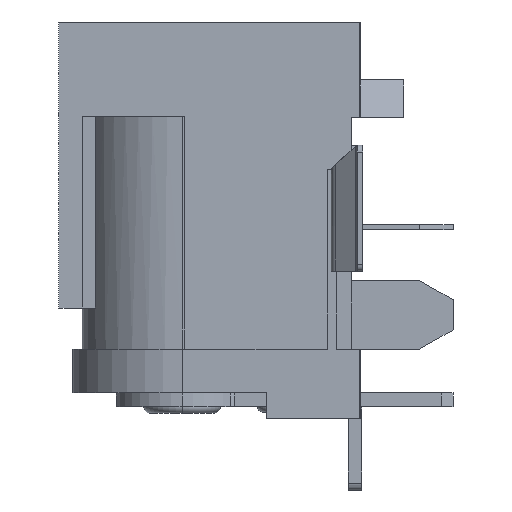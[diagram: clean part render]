
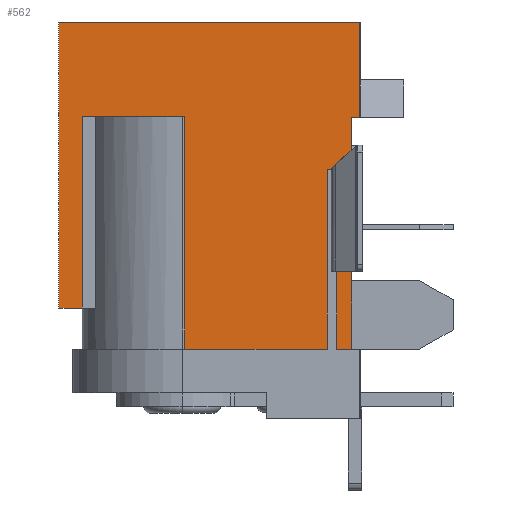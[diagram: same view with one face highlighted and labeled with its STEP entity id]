
A CAD part, left-side view. The second image highlights one B-rep face of the part: STEP entity #562.
In plain terms, the highlighted planar face has unit normal (-1, 0, 0).
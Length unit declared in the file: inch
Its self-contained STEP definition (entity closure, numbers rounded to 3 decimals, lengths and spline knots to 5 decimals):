
#1 = PLANE ( 'NONE',  #4949 ) ;
#44 = EDGE_CURVE ( 'NONE', #1227, #1532, #514, .T. ) ;
#96 = ORIENTED_EDGE ( 'NONE', *, *, #4052, .T. ) ;
#177 = CARTESIAN_POINT ( 'NONE',  ( -0.17717, 0.01181, -0.47047 ) ) ;
#202 = CARTESIAN_POINT ( 'NONE',  ( -0.17717, 0.03346, -0.47047 ) ) ;
#258 = DIRECTION ( 'NONE',  ( 0., -1., 0. ) ) ;
#318 = LINE ( 'NONE', #2392, #2463 ) ;
#327 = ORIENTED_EDGE ( 'NONE', *, *, #3679, .T. ) ;
#365 = CARTESIAN_POINT ( 'NONE',  ( -0.17717, 0.43307, -0.47047 ) ) ;
#380 = VECTOR ( 'NONE', #3814, 39.37008 ) ;
#384 = CARTESIAN_POINT ( 'NONE',  ( -0.17717, 0.25197, -0.13583 ) ) ;
#507 = VECTOR ( 'NONE', #4345, 39.37008 ) ;
#514 = LINE ( 'NONE', #6218, #5477 ) ;
#562 = ADVANCED_FACE ( 'NONE', ( #6647 ), #1, .T. ) ;
#582 = VERTEX_POINT ( 'NONE', #202 ) ;
#604 = CARTESIAN_POINT ( 'NONE',  ( -0.17717, 0.04724, -0.2126 ) ) ;
#610 = DIRECTION ( 'NONE',  ( 0., 0., -1. ) ) ;
#709 = EDGE_CURVE ( 'NONE', #2670, #582, #5015, .T. ) ;
#732 = EDGE_CURVE ( 'NONE', #582, #4847, #4046, .T. ) ;
#757 = DIRECTION ( 'NONE',  ( 0., 1., 0. ) ) ;
#802 = CARTESIAN_POINT ( 'NONE',  ( -0.17717, 0., -0.1378 ) ) ;
#878 = DIRECTION ( 'NONE',  ( 0., 1., 0. ) ) ;
#978 = VERTEX_POINT ( 'NONE', #604 ) ;
#1173 = ORIENTED_EDGE ( 'NONE', *, *, #3996, .F. ) ;
#1222 = DIRECTION ( 'NONE',  ( 0., 0., -1. ) ) ;
#1227 = VERTEX_POINT ( 'NONE', #2038 ) ;
#1309 = DIRECTION ( 'NONE',  ( 0., -1., 0. ) ) ;
#1345 = DIRECTION ( 'NONE',  ( 0., 1., 0. ) ) ;
#1532 = VERTEX_POINT ( 'NONE', #6667 ) ;
#1558 = CARTESIAN_POINT ( 'NONE',  ( -0.17717, 0.25197, -0.47047 ) ) ;
#1700 = LINE ( 'NONE', #3770, #4741 ) ;
#1723 = EDGE_CURVE ( 'NONE', #1532, #4800, #2245, .T. ) ;
#1758 = LINE ( 'NONE', #3843, #5324 ) ;
#1774 = ORIENTED_EDGE ( 'NONE', *, *, #709, .F. ) ;
#1802 = ORIENTED_EDGE ( 'NONE', *, *, #732, .F. ) ;
#1832 = CARTESIAN_POINT ( 'NONE',  ( -0.17717, 0., 0. ) ) ;
#2038 = CARTESIAN_POINT ( 'NONE',  ( -0.17717, 0.39961, -0.13583 ) ) ;
#2076 = DIRECTION ( 'NONE',  ( -1., 0., 0. ) ) ;
#2228 = LINE ( 'NONE', #177, #380 ) ;
#2245 = LINE ( 'NONE', #5849, #5384 ) ;
#2255 = ORIENTED_EDGE ( 'NONE', *, *, #5309, .F. ) ;
#2273 = ORIENTED_EDGE ( 'NONE', *, *, #2678, .F. ) ;
#2287 = CARTESIAN_POINT ( 'NONE',  ( -0.17717, 0.43307, -0.57087 ) ) ;
#2326 = LINE ( 'NONE', #4429, #5769 ) ;
#2392 = CARTESIAN_POINT ( 'NONE',  ( -0.17717, 0.25197, -0.41142 ) ) ;
#2463 = VECTOR ( 'NONE', #5988, 39.37008 ) ;
#2512 = ORIENTED_EDGE ( 'NONE', *, *, #5537, .F. ) ;
#2625 = CARTESIAN_POINT ( 'NONE',  ( -0.17717, 0.43307, -0.41142 ) ) ;
#2670 = VERTEX_POINT ( 'NONE', #6404 ) ;
#2678 = EDGE_CURVE ( 'NONE', #978, #4488, #5390, .T. ) ;
#2680 = CARTESIAN_POINT ( 'NONE',  ( -0.17717, 0.03346, -0.2126 ) ) ;
#2757 = EDGE_CURVE ( 'NONE', #6463, #2670, #2228, .T. ) ;
#2785 = DIRECTION ( 'NONE',  ( 0., 1., 0. ) ) ;
#2804 = CARTESIAN_POINT ( 'NONE',  ( -0.17717, 0.04724, -0.47047 ) ) ;
#2901 = LINE ( 'NONE', #6559, #3999 ) ;
#2978 = EDGE_CURVE ( 'NONE', #3022, #6542, #1758, .T. ) ;
#3022 = VERTEX_POINT ( 'NONE', #802 ) ;
#3156 = ORIENTED_EDGE ( 'NONE', *, *, #44, .F. ) ;
#3172 = CARTESIAN_POINT ( 'NONE',  ( -0.17717, 0., -0.57087 ) ) ;
#3259 = DIRECTION ( 'NONE',  ( 0., 0., 1. ) ) ;
#3431 = VECTOR ( 'NONE', #1222, 39.37008 ) ;
#3447 = CARTESIAN_POINT ( 'NONE',  ( -0.17717, 0.04724, -0.2126 ) ) ;
#3679 = EDGE_CURVE ( 'NONE', #6463, #3022, #2326, .T. ) ;
#3770 = CARTESIAN_POINT ( 'NONE',  ( -0.17717, 0.43307, -0.47047 ) ) ;
#3814 = DIRECTION ( 'NONE',  ( 0., 0., -1. ) ) ;
#3843 = CARTESIAN_POINT ( 'NONE',  ( -0.17717, 0., -0.57087 ) ) ;
#3882 = EDGE_CURVE ( 'NONE', #4800, #6533, #5229, .T. ) ;
#3934 = LINE ( 'NONE', #5910, #6150 ) ;
#3957 = CARTESIAN_POINT ( 'NONE',  ( -0.17717, 0.43307, 0. ) ) ;
#3971 = VERTEX_POINT ( 'NONE', #384 ) ;
#3996 = EDGE_CURVE ( 'NONE', #6533, #6542, #2901, .T. ) ;
#3999 = VECTOR ( 'NONE', #1309, 39.37008 ) ;
#4046 = LINE ( 'NONE', #4536, #5811 ) ;
#4052 = EDGE_CURVE ( 'NONE', #3971, #5006, #318, .T. ) ;
#4099 = CARTESIAN_POINT ( 'NONE',  ( -0.17717, 0.01181, -0.1378 ) ) ;
#4283 = EDGE_CURVE ( 'NONE', #4847, #978, #5947, .T. ) ;
#4345 = DIRECTION ( 'NONE',  ( 0., 0., 1. ) ) ;
#4429 = CARTESIAN_POINT ( 'NONE',  ( -0.17717, 0.01181, -0.1378 ) ) ;
#4488 = VERTEX_POINT ( 'NONE', #2804 ) ;
#4536 = CARTESIAN_POINT ( 'NONE',  ( -0.17717, 0.03346, -0.47047 ) ) ;
#4537 = EDGE_LOOP ( 'NONE', ( #327, #5866, #1173, #4722, #6390, #3156, #2512, #96, #2255, #2273, #5875, #1802, #1774, #4776 ) ) ;
#4556 = VECTOR ( 'NONE', #878, 39.37008 ) ;
#4722 = ORIENTED_EDGE ( 'NONE', *, *, #3882, .F. ) ;
#4741 = VECTOR ( 'NONE', #5824, 39.37008 ) ;
#4776 = ORIENTED_EDGE ( 'NONE', *, *, #2757, .F. ) ;
#4800 = VERTEX_POINT ( 'NONE', #2625 ) ;
#4847 = VERTEX_POINT ( 'NONE', #2680 ) ;
#4949 = AXIS2_PLACEMENT_3D ( 'NONE', #3172, #2076, #3259 ) ;
#5006 = VERTEX_POINT ( 'NONE', #1558 ) ;
#5015 = LINE ( 'NONE', #365, #4556 ) ;
#5229 = LINE ( 'NONE', #2287, #507 ) ;
#5309 = EDGE_CURVE ( 'NONE', #4488, #5006, #1700, .T. ) ;
#5324 = VECTOR ( 'NONE', #5779, 39.37008 ) ;
#5384 = VECTOR ( 'NONE', #2785, 39.37008 ) ;
#5390 = LINE ( 'NONE', #5896, #3431 ) ;
#5477 = VECTOR ( 'NONE', #610, 39.37008 ) ;
#5537 = EDGE_CURVE ( 'NONE', #3971, #1227, #3934, .T. ) ;
#5686 = VECTOR ( 'NONE', #1345, 39.37008 ) ;
#5769 = VECTOR ( 'NONE', #258, 39.37008 ) ;
#5779 = DIRECTION ( 'NONE',  ( 0., 0., 1. ) ) ;
#5811 = VECTOR ( 'NONE', #6473, 39.37008 ) ;
#5824 = DIRECTION ( 'NONE',  ( 0., 1., 0. ) ) ;
#5849 = CARTESIAN_POINT ( 'NONE',  ( -0.17717, 0.25197, -0.41142 ) ) ;
#5866 = ORIENTED_EDGE ( 'NONE', *, *, #2978, .T. ) ;
#5875 = ORIENTED_EDGE ( 'NONE', *, *, #4283, .F. ) ;
#5896 = CARTESIAN_POINT ( 'NONE',  ( -0.17717, 0.04724, -0.47047 ) ) ;
#5910 = CARTESIAN_POINT ( 'NONE',  ( -0.17717, 0.25197, -0.13583 ) ) ;
#5947 = LINE ( 'NONE', #3447, #5686 ) ;
#5988 = DIRECTION ( 'NONE',  ( 0., 0., -1. ) ) ;
#6150 = VECTOR ( 'NONE', #757, 39.37008 ) ;
#6218 = CARTESIAN_POINT ( 'NONE',  ( -0.17717, 0.39961, -0.13583 ) ) ;
#6390 = ORIENTED_EDGE ( 'NONE', *, *, #1723, .F. ) ;
#6404 = CARTESIAN_POINT ( 'NONE',  ( -0.17717, 0.01181, -0.47047 ) ) ;
#6463 = VERTEX_POINT ( 'NONE', #4099 ) ;
#6473 = DIRECTION ( 'NONE',  ( 0., 0., 1. ) ) ;
#6533 = VERTEX_POINT ( 'NONE', #3957 ) ;
#6542 = VERTEX_POINT ( 'NONE', #1832 ) ;
#6559 = CARTESIAN_POINT ( 'NONE',  ( -0.17717, 0., 0. ) ) ;
#6647 = FACE_OUTER_BOUND ( 'NONE', #4537, .T. ) ;
#6667 = CARTESIAN_POINT ( 'NONE',  ( -0.17717, 0.39961, -0.41142 ) ) ;
